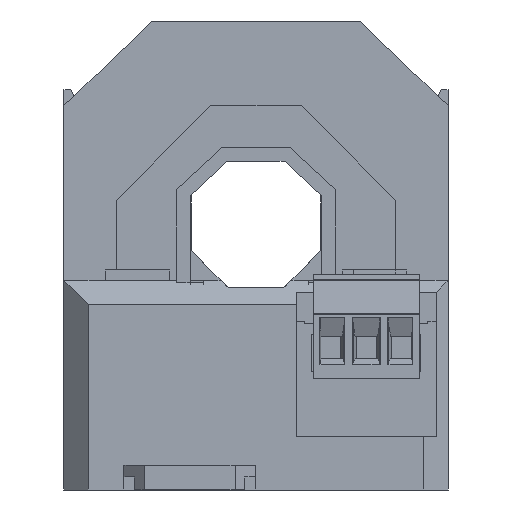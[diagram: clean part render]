
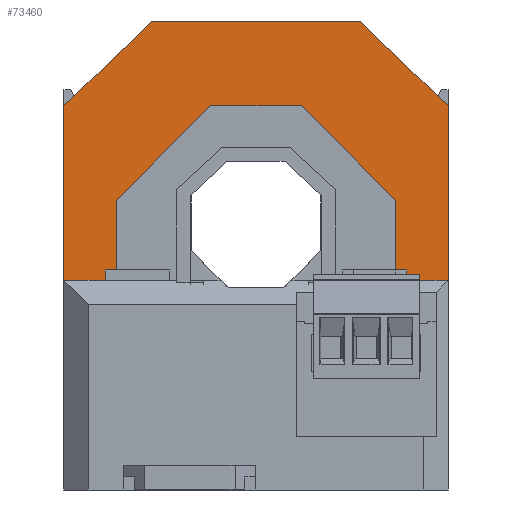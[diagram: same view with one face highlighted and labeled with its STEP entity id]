
A CAD part, front view. The second image highlights one B-rep face of the part: STEP entity #73460.
In plain terms, the highlighted face is planar.
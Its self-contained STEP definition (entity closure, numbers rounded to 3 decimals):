
#10020=CARTESIAN_POINT('',(-31.228,63.,42.5));
#10030=VERTEX_POINT('',#10020);
#10180=CARTESIAN_POINT('',(-31.228,63.,12.5));
#10190=VERTEX_POINT('',#10180);
#10220=CARTESIAN_POINT('',(-31.228,63.,36.6));
#10230=DIRECTION('',(0.,0.,1.));
#10240=VECTOR('',#10230,1.);
#10250=LINE('',#10220,#10240);
#10260=EDGE_CURVE('',#10190,#10030,#10250,.T.);
#10430=CARTESIAN_POINT('',(-31.228,86.136,36.6));
#10440=DIRECTION('',(0.,0.693,0.721));
#10450=VECTOR('',#10440,1.);
#10460=LINE('',#10430,#10450);
#10470=CARTESIAN_POINT('',(-31.228,51.,
0.));
#10480=VERTEX_POINT('',#10470);
#10490=EDGE_CURVE('',#10480,#10190,#10460,.T.);
#11970=CARTESIAN_POINT('',(-31.228,68.664,36.6));
#11980=DIRECTION('',(0.,-0.693,0.721));
#11990=VECTOR('',#11980,1.);
#12000=LINE('',#11970,#11990);
#12010=CARTESIAN_POINT('',(-31.228,51.,55.));
#12020=VERTEX_POINT('',#12010);
#12030=EDGE_CURVE('',#10030,#12020,#12000,.T.);
#45030=CARTESIAN_POINT('',(-31.228,11.25,55.));
#45040=DIRECTION('',(0.,-1.,0.));
#45050=VECTOR('',#45040,1.);
#45060=LINE('',#45030,#45050);
#45070=CARTESIAN_POINT('',(-31.228,26.,55.));
#45080=VERTEX_POINT('',#45070);
#45090=EDGE_CURVE('',#12020,#45080,#45060,.T.);
#47180=CARTESIAN_POINT('',(-31.228,26.,0.));
#47190=VERTEX_POINT('',#47180);
#47220=CARTESIAN_POINT('',(-31.228,11.25,
0.));
#47230=DIRECTION('',(0.,1.,0.));
#47240=VECTOR('',#47230,1.);
#47250=LINE('',#47220,#47240);
#47260=EDGE_CURVE('',#47190,#10480,#47250,.T.);
#63900=CARTESIAN_POINT('',(-31.228,26.,47.5));
#63910=VERTEX_POINT('',#63900);
#63940=CARTESIAN_POINT('',(-31.228,26.,47.5));
#63950=DIRECTION('',(0.,1.,0.));
#63960=VECTOR('',#63950,1.);
#63970=LINE('',#63940,#63960);
#63980=CARTESIAN_POINT('',(-31.228,37.5,47.5));
#63990=VERTEX_POINT('',#63980);
#64000=EDGE_CURVE('',#63910,#63990,#63970,.T.);
#72030=CARTESIAN_POINT('',(-31.228,37.5,
7.5));
#72040=VERTEX_POINT('',#72030);
#72090=CARTESIAN_POINT('',(-31.228,26.,7.5));
#72100=DIRECTION('',(0.,-1.,0.));
#72110=VECTOR('',#72100,1.);
#72120=LINE('',#72090,#72110);
#72130=CARTESIAN_POINT('',(-31.228,26.,7.5));
#72140=VERTEX_POINT('',#72130);
#72150=EDGE_CURVE('',#72040,#72140,#72120,.T.);
#72500=CARTESIAN_POINT('',(-31.228,51.,
21.));
#72510=VERTEX_POINT('',#72500);
#72560=CARTESIAN_POINT('',(-31.228,26.,-4.));
#72570=DIRECTION('',(0.,-0.707,-0.707));
#72580=VECTOR('',#72570,1.);
#72590=LINE('',#72560,#72580);
#72600=EDGE_CURVE('',#72510,#72040,#72590,.T.);
#72920=CARTESIAN_POINT('',(-31.228,26.,55.233));
#72930=DIRECTION('',(0.,0.,1.));
#72940=VECTOR('',#72930,1.);
#72950=LINE('',#72920,#72940);
#72960=EDGE_CURVE('',#47190,#72140,#72950,.T.);
#73100=CARTESIAN_POINT('',(-31.228,57.,27.5));
#73110=DIRECTION('',(1.,-0.,0.));
#73120=DIRECTION('',(0.,0.,-1.));
#73130=AXIS2_PLACEMENT_3D('',#73100,#73110,#73120);
#73140=PLANE('',#73130);
#73150=ORIENTED_EDGE('',*,*,#12030,.T.);
#73160=ORIENTED_EDGE('',*,*,#10260,.T.);
#73170=ORIENTED_EDGE('',*,*,#10490,.T.);
#73180=ORIENTED_EDGE('',*,*,#47260,.T.);
#73190=ORIENTED_EDGE('',*,*,#72960,.F.);
#73200=ORIENTED_EDGE('',*,*,#72150,.T.);
#73210=ORIENTED_EDGE('',*,*,#72600,.T.);
#73220=CARTESIAN_POINT('',(-31.228,51.,
55.233));
#73230=DIRECTION('',(0.,0.,-1.));
#73240=VECTOR('',#73230,1.);
#73250=LINE('',#73220,#73240);
#73260=CARTESIAN_POINT('',(-31.228,51.,
34.));
#73270=VERTEX_POINT('',#73260);
#73280=EDGE_CURVE('',#73270,#72510,#73250,.T.);
#73290=ORIENTED_EDGE('',*,*,#73280,.T.);
#73300=CARTESIAN_POINT('',(-31.228,26.,59.));
#73310=DIRECTION('',(0.,0.707,-0.707));
#73320=VECTOR('',#73310,1.);
#73330=LINE('',#73300,#73320);
#73340=EDGE_CURVE('',#63990,#73270,#73330,.T.);
#73350=ORIENTED_EDGE('',*,*,#73340,.T.);
#73360=ORIENTED_EDGE('',*,*,#64000,.T.);
#73370=CARTESIAN_POINT('',(-31.228,26.,55.233));
#73380=DIRECTION('',(0.,0.,1.));
#73390=VECTOR('',#73380,1.);
#73400=LINE('',#73370,#73390);
#73410=EDGE_CURVE('',#63910,#45080,#73400,.T.);
#73420=ORIENTED_EDGE('',*,*,#73410,.F.);
#73430=ORIENTED_EDGE('',*,*,#45090,.T.);
#73440=EDGE_LOOP('',(#73430,#73420,#73360,#73350,#73290,#73210,#73200,
#73190,#73180,#73170,#73160,#73150));
#73450=FACE_OUTER_BOUND('',#73440,.T.);
#73460=ADVANCED_FACE('',(#73450),#73140,.T.);
